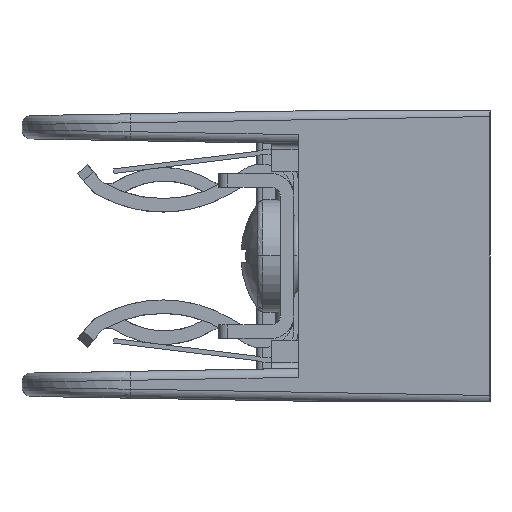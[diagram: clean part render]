
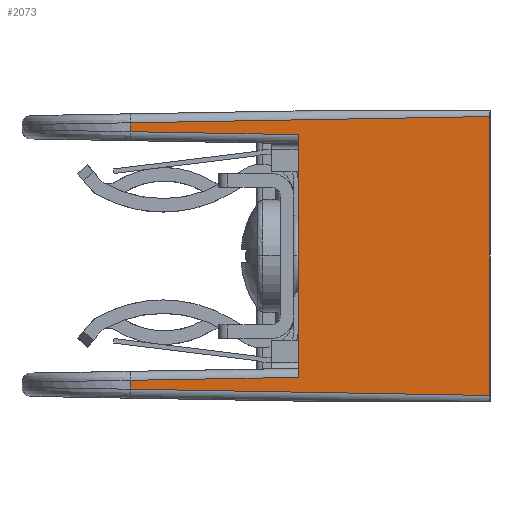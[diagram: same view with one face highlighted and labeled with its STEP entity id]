
A CAD part, left-side view. The second image highlights one B-rep face of the part: STEP entity #2073.
In plain terms, the highlighted planar face has unit normal (-0.999, 0.035, 0).
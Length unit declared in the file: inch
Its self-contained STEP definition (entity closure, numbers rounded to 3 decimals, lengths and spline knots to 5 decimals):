
#106 = EDGE_CURVE ( 'NONE', #3090, #659, #18068, .T. ) ;
#338 = DIRECTION ( 'NONE',  ( -0.999, 0.035, 0. ) ) ;
#431 = VECTOR ( 'NONE', #19878, 39.37008 ) ;
#659 = VERTEX_POINT ( 'NONE', #17799 ) ;
#852 = EDGE_CURVE ( 'NONE', #659, #15365, #5202, .T. ) ;
#1275 = VERTEX_POINT ( 'NONE', #5295 ) ;
#1824 = EDGE_CURVE ( 'NONE', #21030, #1275, #7342, .T. ) ;
#2073 = ADVANCED_FACE ( 'NONE', ( #19352 ), #4042, .T. ) ;
#2300 = VERTEX_POINT ( 'NONE', #24967 ) ;
#3090 = VERTEX_POINT ( 'NONE', #4881 ) ;
#3106 = ORIENTED_EDGE ( 'NONE', *, *, #11644, .T. ) ;
#3904 = VECTOR ( 'NONE', #8611, 39.37008 ) ;
#4042 = PLANE ( 'NONE',  #12698 ) ;
#4108 = VERTEX_POINT ( 'NONE', #24027 ) ;
#4146 = VECTOR ( 'NONE', #19742, 39.37008 ) ;
#4179 = CARTESIAN_POINT ( 'NONE',  ( -1.5665, 0., 0.484 ) ) ;
#4570 = CARTESIAN_POINT ( 'NONE',  ( -1.54415, 0.64, 0.4051 ) ) ;
#4840 = ORIENTED_EDGE ( 'NONE', *, *, #1824, .T. ) ;
#4881 = CARTESIAN_POINT ( 'NONE',  ( -1.5665, 0., 0.46548 ) ) ;
#5202 = LINE ( 'NONE', #13285, #20114 ) ;
#5220 = ORIENTED_EDGE ( 'NONE', *, *, #106, .T. ) ;
#5291 = ORIENTED_EDGE ( 'NONE', *, *, #852, .T. ) ;
#5295 = CARTESIAN_POINT ( 'NONE',  ( -1.52459, 1.20009, -0.41487 ) ) ;
#5347 = VECTOR ( 'NONE', #7429, 39.37008 ) ;
#5350 = LINE ( 'NONE', #13306, #3904 ) ;
#6317 = DIRECTION ( 'NONE',  ( 0., 0., 1. ) ) ;
#7342 = LINE ( 'NONE', #20833, #18879 ) ;
#7429 = DIRECTION ( 'NONE',  ( 0., 0., -1. ) ) ;
#8186 = EDGE_CURVE ( 'NONE', #1275, #4108, #21407, .T. ) ;
#8611 = DIRECTION ( 'NONE',  ( -0.035, -0.999, -0.017 ) ) ;
#9384 = CARTESIAN_POINT ( 'NONE',  ( -1.52459, 1.20009, 0.41487 ) ) ;
#9534 = LINE ( 'NONE', #13368, #19668 ) ;
#10783 = EDGE_LOOP ( 'NONE', ( #15004, #18925, #20457, #5220, #5291, #17441, #3106, #4840 ) ) ;
#11075 = DIRECTION ( 'NONE',  ( 0.035, 0.999, -0.017 ) ) ;
#11644 = EDGE_CURVE ( 'NONE', #24789, #21030, #9534, .T. ) ;
#12184 = CARTESIAN_POINT ( 'NONE',  ( -1.54415, 0.64, -0.4051 ) ) ;
#12698 = AXIS2_PLACEMENT_3D ( 'NONE', #4179, #338, #23315 ) ;
#12898 = EDGE_CURVE ( 'NONE', #4108, #2300, #21788, .T. ) ;
#13027 = DIRECTION ( 'NONE',  ( 0., 0., -1. ) ) ;
#13285 = CARTESIAN_POINT ( 'NONE',  ( -1.52459, 1.20009, 0.484 ) ) ;
#13306 = CARTESIAN_POINT ( 'NONE',  ( -1.56645, 0.00157, 0.39395 ) ) ;
#13368 = CARTESIAN_POINT ( 'NONE',  ( -1.54415, 0.64, 0.484 ) ) ;
#15004 = ORIENTED_EDGE ( 'NONE', *, *, #8186, .T. ) ;
#15365 = VERTEX_POINT ( 'NONE', #9384 ) ;
#17359 = DIRECTION ( 'NONE',  ( 0., 0., -1. ) ) ;
#17392 = LINE ( 'NONE', #25223, #24851 ) ;
#17441 = ORIENTED_EDGE ( 'NONE', *, *, #20121, .T. ) ;
#17557 = CARTESIAN_POINT ( 'NONE',  ( -1.52459, 1.20009, 0.484 ) ) ;
#17799 = CARTESIAN_POINT ( 'NONE',  ( -1.52459, 1.20009, 0.44453 ) ) ;
#18068 = LINE ( 'NONE', #21804, #431 ) ;
#18879 = VECTOR ( 'NONE', #11075, 39.37008 ) ;
#18925 = ORIENTED_EDGE ( 'NONE', *, *, #12898, .T. ) ;
#19352 = FACE_OUTER_BOUND ( 'NONE', #10783, .T. ) ;
#19668 = VECTOR ( 'NONE', #17359, 39.37008 ) ;
#19742 = DIRECTION ( 'NONE',  ( -0.035, -0.999, -0.017 ) ) ;
#19878 = DIRECTION ( 'NONE',  ( 0.035, 0.999, -0.017 ) ) ;
#20114 = VECTOR ( 'NONE', #13027, 39.37008 ) ;
#20121 = EDGE_CURVE ( 'NONE', #15365, #24789, #5350, .T. ) ;
#20457 = ORIENTED_EDGE ( 'NONE', *, *, #20629, .T. ) ;
#20629 = EDGE_CURVE ( 'NONE', #2300, #3090, #17392, .T. ) ;
#20833 = CARTESIAN_POINT ( 'NONE',  ( -1.56703, -0.0153, -0.39366 ) ) ;
#21030 = VERTEX_POINT ( 'NONE', #12184 ) ;
#21407 = LINE ( 'NONE', #17557, #5347 ) ;
#21535 = CARTESIAN_POINT ( 'NONE',  ( -1.56592, 0.01655, -0.46519 ) ) ;
#21788 = LINE ( 'NONE', #21535, #4146 ) ;
#21804 = CARTESIAN_POINT ( 'NONE',  ( -1.56651, -0.00032, 0.46549 ) ) ;
#23315 = DIRECTION ( 'NONE',  ( -0.035, -0.999, 0. ) ) ;
#24027 = CARTESIAN_POINT ( 'NONE',  ( -1.52459, 1.20009, -0.44453 ) ) ;
#24789 = VERTEX_POINT ( 'NONE', #4570 ) ;
#24851 = VECTOR ( 'NONE', #6317, 39.37008 ) ;
#24967 = CARTESIAN_POINT ( 'NONE',  ( -1.5665, 0., -0.46548 ) ) ;
#25223 = CARTESIAN_POINT ( 'NONE',  ( -1.5665, 0., 0.484 ) ) ;
